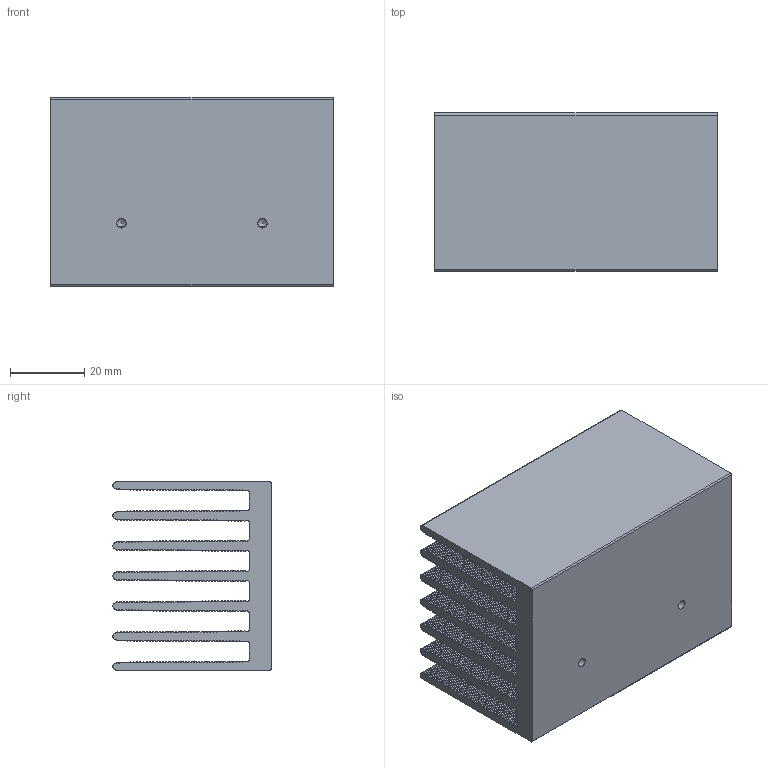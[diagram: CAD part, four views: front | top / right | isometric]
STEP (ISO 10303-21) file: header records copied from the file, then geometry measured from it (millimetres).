
FILE_DESCRIPTION(/* description */ (''),/* implementation_level */ '2;1');
FILE_NAME(/* name */ '2x3inch Serated Heat Sink.step',/* time_stamp */ '2022-04-23T11:05:58-05:00',/* author */ (''),/* organization */ (''),/* preprocessor_version */ 'ST-DEVELOPER v18.1',/* originating_system */ 'Autodesk Translation Framework v10.14.0.1471',/* authorisation */ '');
FILE_SCHEMA (('AUTOMOTIVE_DESIGN { 1 0 10303 214 3 1 1 }'));
Length unit declared in the file: inch
Products named in the file (1): 2x3inch Serated Heat Sink
Bounding box: 76.2 x 42.7 x 50.8 mm (x, y, z)
Volume: 68698.2 mm3; surface area: 55847.9 mm2
Topology: 1 solids, 1 shells, 1056 faces, 3188 edges, 2124 vertices
Faces by surface type: cylinder 1015, plane 37, cone 4
Full cylindrical faces by diameter (mm): 2.529 x2, 4.234 x2
Entity records: 37669 total; most frequent: DIRECTION 7212, CARTESIAN_POINT 7159, ORIENTED_EDGE 6368, EDGE_CURVE 3184, AXIS2_PLACEMENT_3D 3051, VERTEX_POINT 2124, CIRCLE 1974, LINE 1110
